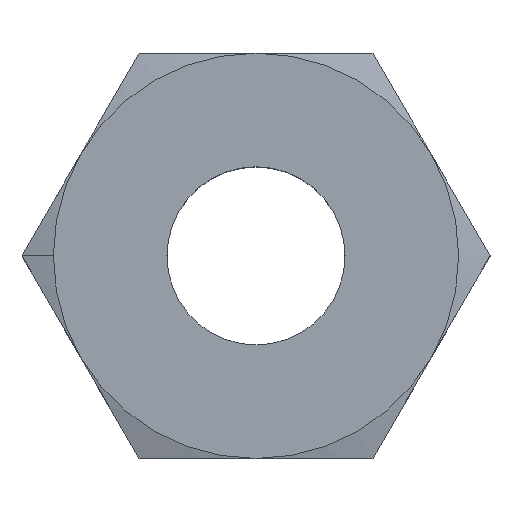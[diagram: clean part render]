
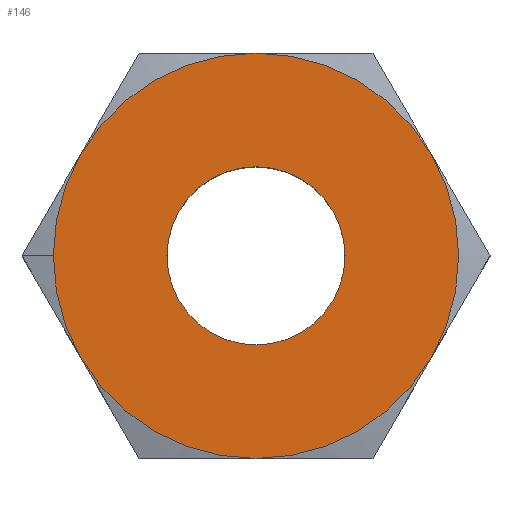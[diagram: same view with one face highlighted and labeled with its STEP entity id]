
A CAD part, top view. The second image highlights one B-rep face of the part: STEP entity #146.
In plain terms, the highlighted planar face has unit normal (0, 0, 1).
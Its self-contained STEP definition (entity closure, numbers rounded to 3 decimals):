
#4 = VERTEX_POINT ( 'NONE', #143 ) ;
#21 = CARTESIAN_POINT ( 'NONE',  ( -2.184, 0., 0.96 ) ) ;
#22 = CIRCLE ( 'NONE', #567, 2.184 ) ;
#23 = VERTEX_POINT ( 'NONE', #417 ) ;
#32 = VERTEX_POINT ( 'NONE', #277 ) ;
#42 = VERTEX_POINT ( 'NONE', #624 ) ;
#46 = DIRECTION ( 'NONE',  ( 1., 0., 0. ) ) ;
#55 = DIRECTION ( 'NONE',  ( 1., 0., 0. ) ) ;
#60 = CARTESIAN_POINT ( 'NONE',  ( 0., 0., 0.96 ) ) ;
#70 = ORIENTED_EDGE ( 'NONE', *, *, #650, .F. ) ;
#71 = CARTESIAN_POINT ( 'NONE',  ( 0., 0., 0.96 ) ) ;
#107 = DIRECTION ( 'NONE',  ( 0., 0., -1. ) ) ;
#110 = DIRECTION ( 'NONE',  ( -1., 0., 0. ) ) ;
#125 = CIRCLE ( 'NONE', #522, 0.96 ) ;
#134 = EDGE_CURVE ( 'NONE', #23, #369, #22, .T. ) ;
#143 = CARTESIAN_POINT ( 'NONE',  ( 0., -2.184, 0.96 ) ) ;
#146 = ADVANCED_FACE ( 'NONE', ( #196, #608 ), #396, .T. ) ;
#160 = CARTESIAN_POINT ( 'NONE',  ( 0., 0., 0.96 ) ) ;
#176 = CARTESIAN_POINT ( 'NONE',  ( 0., 0., 0.96 ) ) ;
#182 = EDGE_CURVE ( 'NONE', #518, #369, #724, .T. ) ;
#188 = CIRCLE ( 'NONE', #596, 0.96 ) ;
#196 = FACE_BOUND ( 'NONE', #232, .T. ) ;
#217 = DIRECTION ( 'NONE',  ( 0., 0., 1. ) ) ;
#219 = AXIS2_PLACEMENT_3D ( 'NONE', #71, #247, #716 ) ;
#232 = EDGE_LOOP ( 'NONE', ( #665, #70 ) ) ;
#242 = AXIS2_PLACEMENT_3D ( 'NONE', #160, #554, #319 ) ;
#247 = DIRECTION ( 'NONE',  ( 0., 0., 1. ) ) ;
#253 = CIRCLE ( 'NONE', #323, 2.184 ) ;
#277 = CARTESIAN_POINT ( 'NONE',  ( 0.96, 0., 0.96 ) ) ;
#282 = ORIENTED_EDGE ( 'NONE', *, *, #657, .T. ) ;
#283 = CARTESIAN_POINT ( 'NONE',  ( 1.892, -1.092, 0.96 ) ) ;
#285 = CARTESIAN_POINT ( 'NONE',  ( -1.892, -1.092, 0.96 ) ) ;
#299 = DIRECTION ( 'NONE',  ( 0., 0., 1. ) ) ;
#319 = DIRECTION ( 'NONE',  ( 1., 0., 0. ) ) ;
#323 = AXIS2_PLACEMENT_3D ( 'NONE', #686, #217, #682 ) ;
#334 = DIRECTION ( 'NONE',  ( 0., 0., 1. ) ) ;
#337 = CARTESIAN_POINT ( 'NONE',  ( 0., 2.184, 0.96 ) ) ;
#340 = EDGE_CURVE ( 'NONE', #4, #381, #472, .T. ) ;
#344 = DIRECTION ( 'NONE',  ( 1., 0., 0. ) ) ;
#349 = DIRECTION ( 'NONE',  ( 1., 0., 0. ) ) ;
#351 = DIRECTION ( 'NONE',  ( 1., 0., 0. ) ) ;
#368 = VERTEX_POINT ( 'NONE', #285 ) ;
#369 = VERTEX_POINT ( 'NONE', #337 ) ;
#381 = VERTEX_POINT ( 'NONE', #283 ) ;
#396 = PLANE ( 'NONE',  #460 ) ;
#398 = DIRECTION ( 'NONE',  ( 0., 0., 1. ) ) ;
#409 = EDGE_CURVE ( 'NONE', #368, #4, #452, .T. ) ;
#412 = VERTEX_POINT ( 'NONE', #21 ) ;
#417 = CARTESIAN_POINT ( 'NONE',  ( -1.892, 1.092, 0.96 ) ) ;
#436 = DIRECTION ( 'NONE',  ( 0., 0., 1. ) ) ;
#444 = DIRECTION ( 'NONE',  ( 1., 0., 0. ) ) ;
#446 = ORIENTED_EDGE ( 'NONE', *, *, #620, .T. ) ;
#452 = CIRCLE ( 'NONE', #219, 2.184 ) ;
#460 = AXIS2_PLACEMENT_3D ( 'NONE', #688, #633, #444 ) ;
#461 = ORIENTED_EDGE ( 'NONE', *, *, #182, .T. ) ;
#462 = CARTESIAN_POINT ( 'NONE',  ( 0., 0., 0.96 ) ) ;
#469 = ORIENTED_EDGE ( 'NONE', *, *, #134, .F. ) ;
#472 = CIRCLE ( 'NONE', #754, 2.184 ) ;
#509 = CARTESIAN_POINT ( 'NONE',  ( 0., 0., 0.96 ) ) ;
#515 = ORIENTED_EDGE ( 'NONE', *, *, #340, .T. ) ;
#518 = VERTEX_POINT ( 'NONE', #752 ) ;
#522 = AXIS2_PLACEMENT_3D ( 'NONE', #509, #334, #46 ) ;
#554 = DIRECTION ( 'NONE',  ( 0., 0., 1. ) ) ;
#566 = CARTESIAN_POINT ( 'NONE',  ( 0., 0., 0.96 ) ) ;
#567 = AXIS2_PLACEMENT_3D ( 'NONE', #566, #107, #110 ) ;
#586 = DIRECTION ( 'NONE',  ( 0., 0., 1. ) ) ;
#596 = AXIS2_PLACEMENT_3D ( 'NONE', #462, #586, #351 ) ;
#606 = AXIS2_PLACEMENT_3D ( 'NONE', #758, #436, #55 ) ;
#608 = FACE_OUTER_BOUND ( 'NONE', #751, .T. ) ;
#620 = EDGE_CURVE ( 'NONE', #412, #368, #253, .T. ) ;
#624 = CARTESIAN_POINT ( 'NONE',  ( -0.96, 0., 0.96 ) ) ;
#633 = DIRECTION ( 'NONE',  ( 0., 0., 1. ) ) ;
#650 = EDGE_CURVE ( 'NONE', #42, #32, #125, .T. ) ;
#655 = CIRCLE ( 'NONE', #606, 2.184 ) ;
#657 = EDGE_CURVE ( 'NONE', #381, #518, #655, .T. ) ;
#665 = ORIENTED_EDGE ( 'NONE', *, *, #760, .F. ) ;
#669 = ORIENTED_EDGE ( 'NONE', *, *, #409, .T. ) ;
#682 = DIRECTION ( 'NONE',  ( 1., 0., 0. ) ) ;
#686 = CARTESIAN_POINT ( 'NONE',  ( 0., 0., 0.96 ) ) ;
#688 = CARTESIAN_POINT ( 'NONE',  ( 0., 0., 0.96 ) ) ;
#716 = DIRECTION ( 'NONE',  ( 1., 0., 0. ) ) ;
#718 = CIRCLE ( 'NONE', #736, 2.184 ) ;
#724 = CIRCLE ( 'NONE', #242, 2.184 ) ;
#725 = EDGE_CURVE ( 'NONE', #23, #412, #718, .T. ) ;
#726 = ORIENTED_EDGE ( 'NONE', *, *, #725, .T. ) ;
#736 = AXIS2_PLACEMENT_3D ( 'NONE', #60, #299, #349 ) ;
#751 = EDGE_LOOP ( 'NONE', ( #282, #461, #469, #726, #446, #669, #515 ) ) ;
#752 = CARTESIAN_POINT ( 'NONE',  ( 1.892, 1.092, 0.96 ) ) ;
#754 = AXIS2_PLACEMENT_3D ( 'NONE', #176, #398, #344 ) ;
#758 = CARTESIAN_POINT ( 'NONE',  ( 0., 0., 0.96 ) ) ;
#760 = EDGE_CURVE ( 'NONE', #32, #42, #188, .T. ) ;
